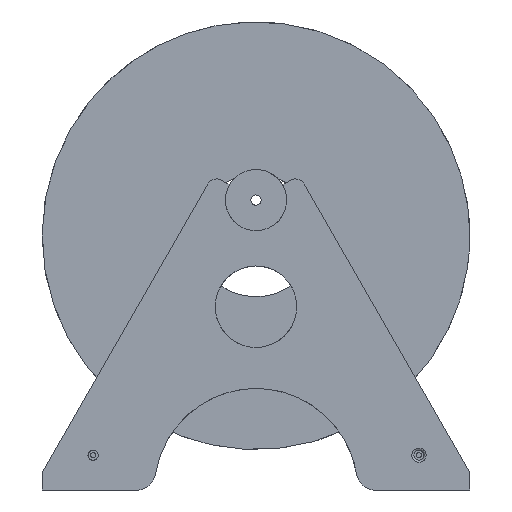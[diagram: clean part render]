
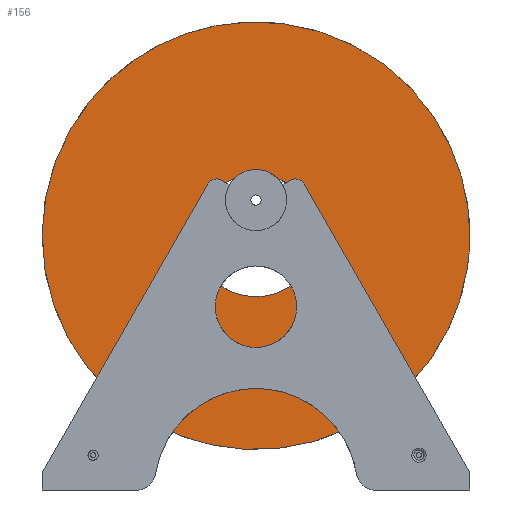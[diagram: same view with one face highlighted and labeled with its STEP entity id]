
A CAD part, left-side view. The second image highlights one B-rep face of the part: STEP entity #156.
In plain terms, the highlighted free-form (B-spline) face has degree [1, 1] with [2, 2] control points.
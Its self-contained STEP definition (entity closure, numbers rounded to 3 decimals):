
#156 = ADVANCED_FACE('',(#157,#171),#185,.F.);
#157 = FACE_BOUND('',#158,.T.);
#158 = EDGE_LOOP('',(#159));
#159 = ORIENTED_EDGE('',*,*,#160,.T.);
#160 = EDGE_CURVE('',#161,#161,#163,.T.);
#161 = VERTEX_POINT('',#162);
#162 = CARTESIAN_POINT('',(-40.825,-122.476,
    0.));
#163 = ( BOUNDED_CURVE() B_SPLINE_CURVE(2,(#164,#165,#166,#167,#168,#169
,#170),.UNSPECIFIED.,.T.,.F.) B_SPLINE_CURVE_WITH_KNOTS((3,2,2,3),(
    3.142,5.236,7.33,9.425),
.PIECEWISE_BEZIER_KNOTS.) CURVE() GEOMETRIC_REPRESENTATION_ITEM() 
RATIONAL_B_SPLINE_CURVE((1.,0.5,1.,0.5,1.,0.5,1.)) REPRESENTATION_ITEM(
  '') );
#164 = CARTESIAN_POINT('',(-40.825,-122.476,
    0.));
#165 = CARTESIAN_POINT('',(-40.825,-122.476,
    212.134));
#166 = CARTESIAN_POINT('',(-40.825,61.238,
    106.067));
#167 = CARTESIAN_POINT('',(-40.825,244.951,
    0.));
#168 = CARTESIAN_POINT('',(-40.825,61.238,
    -106.067));
#169 = CARTESIAN_POINT('',(-40.825,-122.476,
    -212.134));
#170 = CARTESIAN_POINT('',(-40.825,-122.476,
    0.));
#171 = FACE_BOUND('',#172,.T.);
#172 = EDGE_LOOP('',(#173));
#173 = ORIENTED_EDGE('',*,*,#174,.T.);
#174 = EDGE_CURVE('',#175,#175,#177,.T.);
#175 = VERTEX_POINT('',#176);
#176 = CARTESIAN_POINT('',(-40.825,-34.993,
    0.));
#177 = ( BOUNDED_CURVE() B_SPLINE_CURVE(2,(#178,#179,#180,#181,#182,#183
,#184),.UNSPECIFIED.,.T.,.F.) B_SPLINE_CURVE_WITH_KNOTS((3,2,2,3),(
    3.142,5.236,7.33,9.425),
.PIECEWISE_BEZIER_KNOTS.) CURVE() GEOMETRIC_REPRESENTATION_ITEM() 
RATIONAL_B_SPLINE_CURVE((1.,0.5,1.,0.5,1.,0.5,1.)) REPRESENTATION_ITEM(
  '') );
#178 = CARTESIAN_POINT('',(-40.825,-34.993,
    0.));
#179 = CARTESIAN_POINT('',(-40.825,-34.993,
    -60.61));
#180 = CARTESIAN_POINT('',(-40.825,17.497,
    -30.305));
#181 = CARTESIAN_POINT('',(-40.825,69.986,
    0.));
#182 = CARTESIAN_POINT('',(-40.825,17.497,
    30.305));
#183 = CARTESIAN_POINT('',(-40.825,-34.993,
    60.61));
#184 = CARTESIAN_POINT('',(-40.825,-34.993,
    0.));
#185 = B_SPLINE_SURFACE_WITH_KNOTS('',1,1,(
    (#186,#187)
    ,(#188,#189
    )),.UNSPECIFIED.,.F.,.F.,.F.,(2,2),(2,2),(-105.,105.),(-105.,105.),
  .PIECEWISE_BEZIER_KNOTS.);
#186 = CARTESIAN_POINT('',(-40.825,-122.476,
    -122.476));
#187 = CARTESIAN_POINT('',(-40.825,-122.476,
    122.476));
#188 = CARTESIAN_POINT('',(-40.825,122.476,
    -122.476));
#189 = CARTESIAN_POINT('',(-40.825,122.476,
    122.476));
